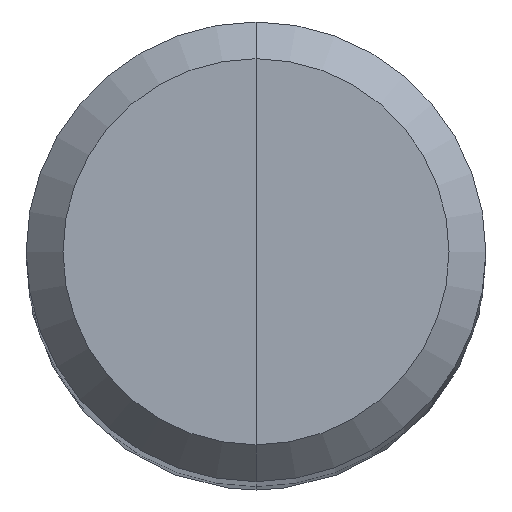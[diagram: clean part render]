
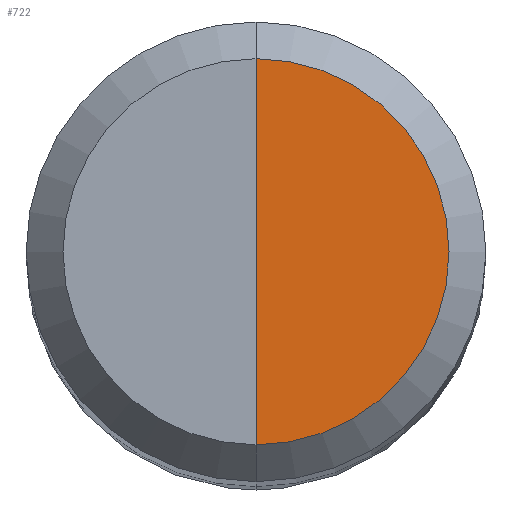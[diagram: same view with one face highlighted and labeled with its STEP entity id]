
A CAD part, top view. The second image highlights one B-rep face of the part: STEP entity #722.
In plain terms, the highlighted planar face has unit normal (0, 0, 1).
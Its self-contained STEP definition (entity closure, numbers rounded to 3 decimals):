
#608 = CONICAL_SURFACE('',#609,5.,0.785);
#609 = AXIS2_PLACEMENT_3D('',#610,#611,#612);
#610 = CARTESIAN_POINT('',(0.,0.,-0.8));
#611 = DIRECTION('',(-0.,-0.,-1.));
#612 = DIRECTION('',(0.,-1.,0.));
#646 = VERTEX_POINT('',#647);
#647 = CARTESIAN_POINT('',(0.,4.2,0.));
#673 = EDGE_CURVE('',#674,#646,#676,.T.);
#674 = VERTEX_POINT('',#675);
#675 = CARTESIAN_POINT('',(0.,-4.2,0.));
#676 = SURFACE_CURVE('',#677,(#682,#689),.PCURVE_S1.);
#677 = CIRCLE('',#678,4.2);
#678 = AXIS2_PLACEMENT_3D('',#679,#680,#681);
#679 = CARTESIAN_POINT('',(0.,0.,0.));
#680 = DIRECTION('',(0.,0.,1.));
#681 = DIRECTION('',(0.,-1.,0.));
#682 = PCURVE('',#608,#683);
#683 = DEFINITIONAL_REPRESENTATION('',(#684),#688);
#684 = LINE('',#685,#686);
#685 = CARTESIAN_POINT('',(-0.,-0.8));
#686 = VECTOR('',#687,1.);
#687 = DIRECTION('',(-1.,-0.));
#688 = ( GEOMETRIC_REPRESENTATION_CONTEXT(2) 
PARAMETRIC_REPRESENTATION_CONTEXT() REPRESENTATION_CONTEXT('2D SPACE',''
  ) );
#689 = PCURVE('',#690,#695);
#690 = PLANE('',#691);
#691 = AXIS2_PLACEMENT_3D('',#692,#693,#694);
#692 = CARTESIAN_POINT('',(0.,0.,0.));
#693 = DIRECTION('',(0.,0.,1.));
#694 = DIRECTION('',(0.,-1.,0.));
#695 = DEFINITIONAL_REPRESENTATION('',(#696),#700);
#696 = CIRCLE('',#697,4.2);
#697 = AXIS2_PLACEMENT_2D('',#698,#699);
#698 = CARTESIAN_POINT('',(0.,0.));
#699 = DIRECTION('',(1.,0.));
#700 = ( GEOMETRIC_REPRESENTATION_CONTEXT(2) 
PARAMETRIC_REPRESENTATION_CONTEXT() REPRESENTATION_CONTEXT('2D SPACE',''
  ) );
#722 = ADVANCED_FACE('',(#723),#690,.T.);
#723 = FACE_BOUND('',#724,.T.);
#724 = EDGE_LOOP('',(#725,#726,#754));
#725 = ORIENTED_EDGE('',*,*,#673,.T.);
#726 = ORIENTED_EDGE('',*,*,#727,.T.);
#727 = EDGE_CURVE('',#646,#728,#730,.T.);
#728 = VERTEX_POINT('',#729);
#729 = CARTESIAN_POINT('',(0.,0.,0.));
#730 = SURFACE_CURVE('',#731,(#735,#742),.PCURVE_S1.);
#731 = LINE('',#732,#733);
#732 = CARTESIAN_POINT('',(0.,4.2,0.));
#733 = VECTOR('',#734,1.);
#734 = DIRECTION('',(0.,-1.,0.));
#735 = PCURVE('',#690,#736);
#736 = DEFINITIONAL_REPRESENTATION('',(#737),#741);
#737 = LINE('',#738,#739);
#738 = CARTESIAN_POINT('',(-4.2,0.));
#739 = VECTOR('',#740,1.);
#740 = DIRECTION('',(1.,0.));
#741 = ( GEOMETRIC_REPRESENTATION_CONTEXT(2) 
PARAMETRIC_REPRESENTATION_CONTEXT() REPRESENTATION_CONTEXT('2D SPACE',''
  ) );
#742 = PCURVE('',#743,#748);
#743 = PLANE('',#744);
#744 = AXIS2_PLACEMENT_3D('',#745,#746,#747);
#745 = CARTESIAN_POINT('',(0.,0.,0.));
#746 = DIRECTION('',(-0.,-0.,-1.));
#747 = DIRECTION('',(0.,-1.,0.));
#748 = DEFINITIONAL_REPRESENTATION('',(#749),#753);
#749 = LINE('',#750,#751);
#750 = CARTESIAN_POINT('',(-4.2,0.));
#751 = VECTOR('',#752,1.);
#752 = DIRECTION('',(1.,0.));
#753 = ( GEOMETRIC_REPRESENTATION_CONTEXT(2) 
PARAMETRIC_REPRESENTATION_CONTEXT() REPRESENTATION_CONTEXT('2D SPACE',''
  ) );
#754 = ORIENTED_EDGE('',*,*,#755,.F.);
#755 = EDGE_CURVE('',#674,#728,#756,.T.);
#756 = SURFACE_CURVE('',#757,(#761,#768),.PCURVE_S1.);
#757 = LINE('',#758,#759);
#758 = CARTESIAN_POINT('',(0.,-4.2,0.));
#759 = VECTOR('',#760,1.);
#760 = DIRECTION('',(0.,1.,0.));
#761 = PCURVE('',#690,#762);
#762 = DEFINITIONAL_REPRESENTATION('',(#763),#767);
#763 = LINE('',#764,#765);
#764 = CARTESIAN_POINT('',(4.2,0.));
#765 = VECTOR('',#766,1.);
#766 = DIRECTION('',(-1.,0.));
#767 = ( GEOMETRIC_REPRESENTATION_CONTEXT(2) 
PARAMETRIC_REPRESENTATION_CONTEXT() REPRESENTATION_CONTEXT('2D SPACE',''
  ) );
#768 = PCURVE('',#743,#769);
#769 = DEFINITIONAL_REPRESENTATION('',(#770),#774);
#770 = LINE('',#771,#772);
#771 = CARTESIAN_POINT('',(4.2,0.));
#772 = VECTOR('',#773,1.);
#773 = DIRECTION('',(-1.,0.));
#774 = ( GEOMETRIC_REPRESENTATION_CONTEXT(2) 
PARAMETRIC_REPRESENTATION_CONTEXT() REPRESENTATION_CONTEXT('2D SPACE',''
  ) );
